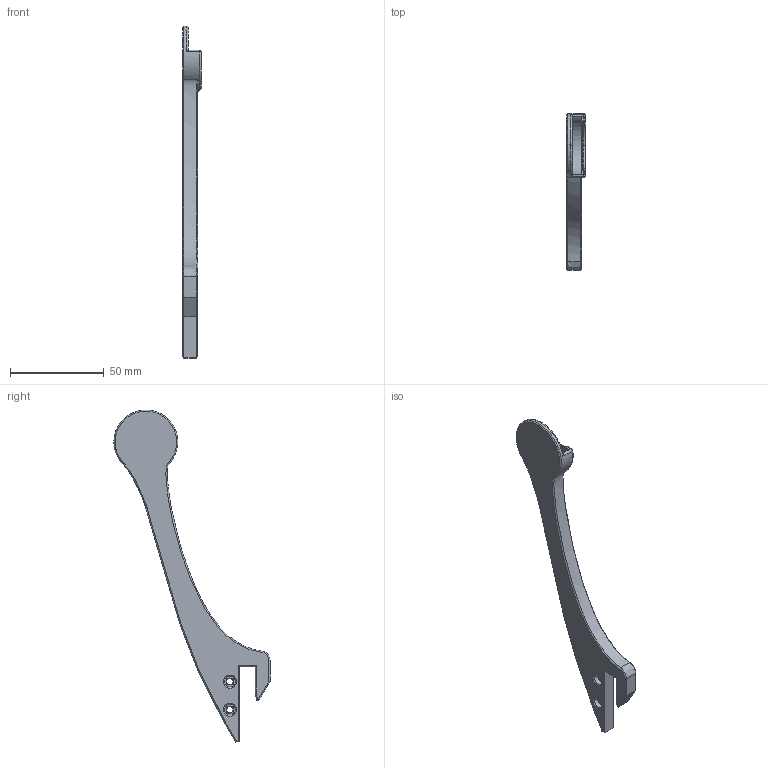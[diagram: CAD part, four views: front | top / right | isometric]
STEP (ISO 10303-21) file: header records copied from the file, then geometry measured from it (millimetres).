
FILE_DESCRIPTION (( 'STEP AP214' ), '1' );
FILE_NAME ('1.STEP', '2024-10-12T22:54:14', ( '' ), ( '' ), 'SwSTEP 2.0', 'SolidWorks 2024', '' );
FILE_SCHEMA (( 'AUTOMOTIVE_DESIGN' ));
Length unit declared in the file: millimetre
Products named in the file (1): 1
Bounding box: 10 x 83.19 x 177 mm (x, y, z)
Volume: 23392.7 mm3; surface area: 11615.6 mm2
Topology: 1 solids, 1 shells, 119 faces, 295 edges, 178 vertices
Faces by surface type: plane 62, cylinder 26, bspline 17, torus 8, cone 6
Entity records: 4202 total; most frequent: CARTESIAN_POINT 1412, ORIENTED_EDGE 590, DIRECTION 559, EDGE_CURVE 295, AXIS2_PLACEMENT_3D 193, VERTEX_POINT 178, VECTOR 173, LINE 173
